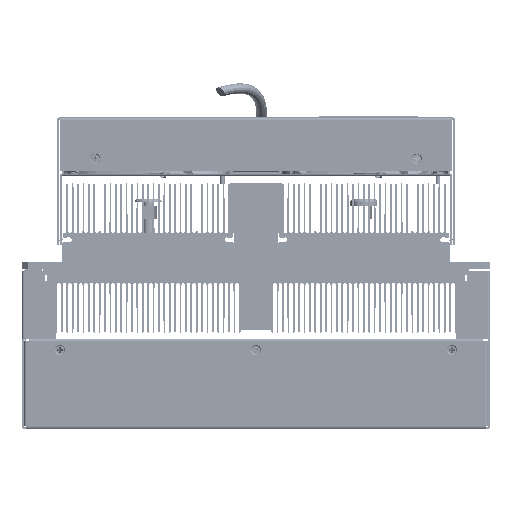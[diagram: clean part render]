
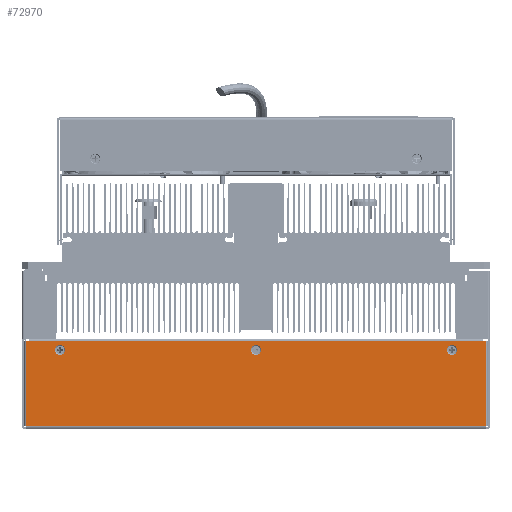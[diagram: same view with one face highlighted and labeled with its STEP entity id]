
A CAD part, left-side view. The second image highlights one B-rep face of the part: STEP entity #72970.
In plain terms, the highlighted planar face has unit normal (-1, 0, 0).
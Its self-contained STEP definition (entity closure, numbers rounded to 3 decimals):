
#12711 = DIRECTION ( 'NONE',  ( -1., 0., 0. ) ) ;
#19183 = DIRECTION ( 'NONE',  ( -1., 0., 0. ) ) ;
#33019 = CARTESIAN_POINT ( 'NONE',  ( 0.583, -14.386, 7.956 ) ) ;
#37185 = AXIS2_PLACEMENT_3D ( 'NONE', #84576, #280279, #112714 ) ;
#40857 = VECTOR ( 'NONE', #88038, 39.37 ) ;
#46670 = EDGE_CURVE ( 'NONE', #304658, #138927, #248898, .T. ) ;
#49295 = LINE ( 'NONE', #117027, #347017 ) ;
#61124 = DIRECTION ( 'NONE',  ( 0., 0., 1. ) ) ;
#64123 = VERTEX_POINT ( 'NONE', #236991 ) ;
#66255 = VERTEX_POINT ( 'NONE', #297647 ) ;
#69890 = ORIENTED_EDGE ( 'NONE', *, *, #46670, .F. ) ;
#72834 = DIRECTION ( 'NONE',  ( 0., 0., -1. ) ) ;
#72970 = ADVANCED_FACE ( 'NONE', ( #183035, #331907, #323141, #340718 ), #90551, .T. ) ;
#74077 = ORIENTED_EDGE ( 'NONE', *, *, #337675, .F. ) ;
#75337 = CARTESIAN_POINT ( 'NONE',  ( 0.583, -20.776, 5.828 ) ) ;
#84576 = CARTESIAN_POINT ( 'NONE',  ( 0.583, -8.934, 7.956 ) ) ;
#86920 = DIRECTION ( 'NONE',  ( 0., -1., 0. ) ) ;
#87856 = CIRCLE ( 'NONE', #338916, 0.14 ) ;
#88038 = DIRECTION ( 'NONE',  ( 0., -1., 0. ) ) ;
#90551 = PLANE ( 'NONE',  #131932 ) ;
#94764 = VERTEX_POINT ( 'NONE', #254523 ) ;
#109121 = CARTESIAN_POINT ( 'NONE',  ( 0.583, -8.934, 7.816 ) ) ;
#112714 = DIRECTION ( 'NONE',  ( 0., 0., 1. ) ) ;
#115587 = ORIENTED_EDGE ( 'NONE', *, *, #188533, .T. ) ;
#116245 = EDGE_CURVE ( 'NONE', #127211, #94764, #126265, .T. ) ;
#117027 = CARTESIAN_POINT ( 'NONE',  ( 0.583, -7.996, 8.206 ) ) ;
#117271 = VERTEX_POINT ( 'NONE', #258387 ) ;
#117978 = CIRCLE ( 'NONE', #37185, 0.14 ) ;
#118891 = LINE ( 'NONE', #75337, #258891 ) ;
#126265 = CIRCLE ( 'NONE', #264306, 0.14 ) ;
#127211 = VERTEX_POINT ( 'NONE', #175113 ) ;
#131932 = AXIS2_PLACEMENT_3D ( 'NONE', #258129, #342653, #175020 ) ;
#136812 = AXIS2_PLACEMENT_3D ( 'NONE', #180338, #12711, #208468 ) ;
#137258 = CARTESIAN_POINT ( 'NONE',  ( 0.583, -19.838, 7.956 ) ) ;
#138927 = VERTEX_POINT ( 'NONE', #148010 ) ;
#148010 = CARTESIAN_POINT ( 'NONE',  ( 0.583, -8.934, 8.096 ) ) ;
#154089 = CARTESIAN_POINT ( 'NONE',  ( 0.583, -14.386, 7.956 ) ) ;
#157569 = LINE ( 'NONE', #309580, #288390 ) ;
#165453 = DIRECTION ( 'NONE',  ( 0., 0., 1. ) ) ;
#168184 = EDGE_LOOP ( 'NONE', ( #203638, #303187 ) ) ;
#175020 = DIRECTION ( 'NONE',  ( 0., 0., 1. ) ) ;
#175113 = CARTESIAN_POINT ( 'NONE',  ( 0.583, -14.386, 8.096 ) ) ;
#176405 = EDGE_CURVE ( 'NONE', #64123, #217628, #157569, .T. ) ;
#177217 = ORIENTED_EDGE ( 'NONE', *, *, #310751, .T. ) ;
#178214 = AXIS2_PLACEMENT_3D ( 'NONE', #137258, #333057, #165453 ) ;
#180338 = CARTESIAN_POINT ( 'NONE',  ( 0.583, -8.934, 7.956 ) ) ;
#182149 = DIRECTION ( 'NONE',  ( 0., 0., 1. ) ) ;
#183035 = FACE_BOUND ( 'NONE', #244701, .T. ) ;
#186881 = CARTESIAN_POINT ( 'NONE',  ( 0.583, -19.838, 7.956 ) ) ;
#188533 = EDGE_CURVE ( 'NONE', #66255, #227511, #272775, .T. ) ;
#189101 = EDGE_CURVE ( 'NONE', #64123, #66255, #49295, .T. ) ;
#196130 = ORIENTED_EDGE ( 'NONE', *, *, #116245, .F. ) ;
#203638 = ORIENTED_EDGE ( 'NONE', *, *, #237592, .F. ) ;
#208468 = DIRECTION ( 'NONE',  ( 0., 0., 1. ) ) ;
#215034 = DIRECTION ( 'NONE',  ( 0., 0., 1. ) ) ;
#216144 = DIRECTION ( 'NONE',  ( 0., 0., 1. ) ) ;
#217628 = VERTEX_POINT ( 'NONE', #335201 ) ;
#220669 = CARTESIAN_POINT ( 'NONE',  ( 0.583, -20.776, 5.828 ) ) ;
#227511 = VERTEX_POINT ( 'NONE', #220669 ) ;
#227540 = CARTESIAN_POINT ( 'NONE',  ( 0.583, -11.713, 5.828 ) ) ;
#228783 = DIRECTION ( 'NONE',  ( -1., 0., 0. ) ) ;
#236991 = CARTESIAN_POINT ( 'NONE',  ( 0.583, -7.996, 8.206 ) ) ;
#237592 = EDGE_CURVE ( 'NONE', #117271, #316796, #291745, .T. ) ;
#244701 = EDGE_LOOP ( 'NONE', ( #196130, #251228 ) ) ;
#248898 = CIRCLE ( 'NONE', #136812, 0.14 ) ;
#250220 = EDGE_CURVE ( 'NONE', #94764, #127211, #87856, .T. ) ;
#251228 = ORIENTED_EDGE ( 'NONE', *, *, #250220, .F. ) ;
#254523 = CARTESIAN_POINT ( 'NONE',  ( 0.583, -14.386, 7.816 ) ) ;
#258129 = CARTESIAN_POINT ( 'NONE',  ( 0.583, -11.713, 0.973 ) ) ;
#258387 = CARTESIAN_POINT ( 'NONE',  ( 0.583, -19.838, 8.096 ) ) ;
#258891 = VECTOR ( 'NONE', #216144, 39.37 ) ;
#264306 = AXIS2_PLACEMENT_3D ( 'NONE', #154089, #349836, #182149 ) ;
#267513 = CIRCLE ( 'NONE', #178214, 0.14 ) ;
#272629 = EDGE_LOOP ( 'NONE', ( #334810, #310249, #115587, #177217 ) ) ;
#272775 = LINE ( 'NONE', #227540, #40857 ) ;
#280279 = DIRECTION ( 'NONE',  ( -1., 0., 0. ) ) ;
#288390 = VECTOR ( 'NONE', #86920, 39.37 ) ;
#291745 = CIRCLE ( 'NONE', #324911, 0.14 ) ;
#297647 = CARTESIAN_POINT ( 'NONE',  ( 0.583, -7.996, 5.828 ) ) ;
#303187 = ORIENTED_EDGE ( 'NONE', *, *, #320717, .F. ) ;
#304658 = VERTEX_POINT ( 'NONE', #109121 ) ;
#309580 = CARTESIAN_POINT ( 'NONE',  ( 0.583, -20.836, 8.206 ) ) ;
#310249 = ORIENTED_EDGE ( 'NONE', *, *, #189101, .T. ) ;
#310751 = EDGE_CURVE ( 'NONE', #227511, #217628, #118891, .T. ) ;
#316796 = VERTEX_POINT ( 'NONE', #340251 ) ;
#320717 = EDGE_CURVE ( 'NONE', #316796, #117271, #267513, .T. ) ;
#323141 = FACE_OUTER_BOUND ( 'NONE', #272629, .T. ) ;
#324911 = AXIS2_PLACEMENT_3D ( 'NONE', #186881, #19183, #215034 ) ;
#331907 = FACE_BOUND ( 'NONE', #168184, .T. ) ;
#333057 = DIRECTION ( 'NONE',  ( -1., 0., 0. ) ) ;
#334810 = ORIENTED_EDGE ( 'NONE', *, *, #176405, .F. ) ;
#335201 = CARTESIAN_POINT ( 'NONE',  ( 0.583, -20.776, 8.206 ) ) ;
#337675 = EDGE_CURVE ( 'NONE', #138927, #304658, #117978, .T. ) ;
#338916 = AXIS2_PLACEMENT_3D ( 'NONE', #33019, #228783, #61124 ) ;
#340251 = CARTESIAN_POINT ( 'NONE',  ( 0.583, -19.838, 7.816 ) ) ;
#340718 = FACE_BOUND ( 'NONE', #352393, .T. ) ;
#342653 = DIRECTION ( 'NONE',  ( -1., 0., 0. ) ) ;
#347017 = VECTOR ( 'NONE', #72834, 39.37 ) ;
#349836 = DIRECTION ( 'NONE',  ( -1., 0., 0. ) ) ;
#352393 = EDGE_LOOP ( 'NONE', ( #74077, #69890 ) ) ;
